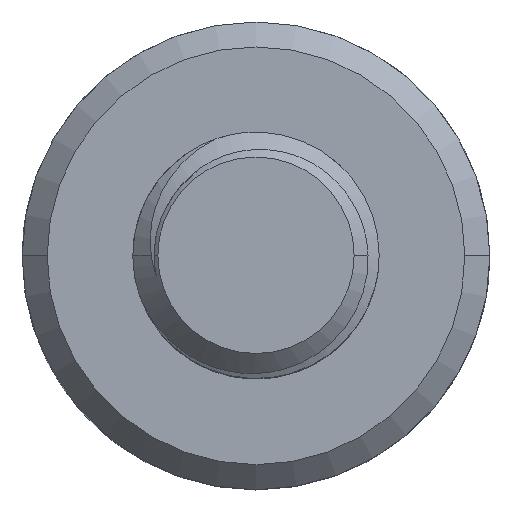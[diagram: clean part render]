
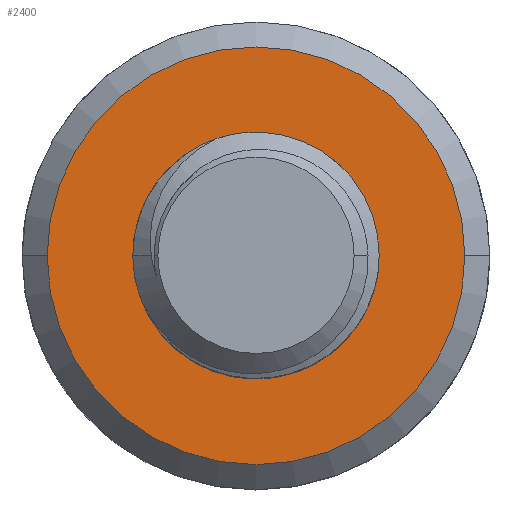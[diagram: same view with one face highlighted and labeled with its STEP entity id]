
A CAD part, top view. The second image highlights one B-rep face of the part: STEP entity #2400.
In plain terms, the highlighted planar face has unit normal (0, 0, 1).
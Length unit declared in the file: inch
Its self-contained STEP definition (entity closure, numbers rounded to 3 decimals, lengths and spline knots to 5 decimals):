
#31 = EDGE_LOOP ( 'NONE', ( #456, #1486 ) ) ;
#48 = CARTESIAN_POINT ( 'NONE',  ( 0.16701, 0., 0.145 ) ) ;
#162 = CIRCLE ( 'NONE', #536, 0.16701 ) ;
#177 = DIRECTION ( 'NONE',  ( 0., 0., 1. ) ) ;
#353 = CIRCLE ( 'NONE', #634, 0.0985 ) ;
#408 = EDGE_LOOP ( 'NONE', ( #1106, #1564 ) ) ;
#456 = ORIENTED_EDGE ( 'NONE', *, *, #880, .T. ) ;
#536 = AXIS2_PLACEMENT_3D ( 'NONE', #1479, #177, #847 ) ;
#538 = DIRECTION ( 'NONE',  ( 1., 0., 0. ) ) ;
#565 = FACE_OUTER_BOUND ( 'NONE', #408, .T. ) ;
#584 = DIRECTION ( 'NONE',  ( 1., 0., 0. ) ) ;
#634 = AXIS2_PLACEMENT_3D ( 'NONE', #1696, #2584, #584 ) ;
#754 = EDGE_CURVE ( 'NONE', #2724, #2707, #1092, .T. ) ;
#847 = DIRECTION ( 'NONE',  ( 1., 0., 0. ) ) ;
#880 = EDGE_CURVE ( 'NONE', #2707, #2724, #353, .T. ) ;
#980 = CARTESIAN_POINT ( 'NONE',  ( 0., 0., 0.145 ) ) ;
#1067 = CARTESIAN_POINT ( 'NONE',  ( 0.0985, 0., 0.145 ) ) ;
#1092 = CIRCLE ( 'NONE', #1989, 0.0985 ) ;
#1106 = ORIENTED_EDGE ( 'NONE', *, *, #1234, .T. ) ;
#1234 = EDGE_CURVE ( 'NONE', #1262, #2254, #162, .T. ) ;
#1262 = VERTEX_POINT ( 'NONE', #1711 ) ;
#1479 = CARTESIAN_POINT ( 'NONE',  ( 0., 0., 0.145 ) ) ;
#1486 = ORIENTED_EDGE ( 'NONE', *, *, #754, .T. ) ;
#1564 = ORIENTED_EDGE ( 'NONE', *, *, #1659, .T. ) ;
#1583 = DIRECTION ( 'NONE',  ( 0., 0., -1. ) ) ;
#1659 = EDGE_CURVE ( 'NONE', #2254, #1262, #2742, .T. ) ;
#1663 = DIRECTION ( 'NONE',  ( 1., 0., 0. ) ) ;
#1696 = CARTESIAN_POINT ( 'NONE',  ( 0., 0., 0.145 ) ) ;
#1711 = CARTESIAN_POINT ( 'NONE',  ( -0.16701, 0., 0.145 ) ) ;
#1869 = CARTESIAN_POINT ( 'NONE',  ( 0., 0., 0.145 ) ) ;
#1881 = DIRECTION ( 'NONE',  ( 0., 0., 1. ) ) ;
#1923 = PLANE ( 'NONE',  #2694 ) ;
#1989 = AXIS2_PLACEMENT_3D ( 'NONE', #2059, #1583, #2475 ) ;
#2059 = CARTESIAN_POINT ( 'NONE',  ( 0., 0., 0.145 ) ) ;
#2254 = VERTEX_POINT ( 'NONE', #48 ) ;
#2400 = ADVANCED_FACE ( 'NONE', ( #565, #2789 ), #1923, .T. ) ;
#2409 = AXIS2_PLACEMENT_3D ( 'NONE', #1869, #2764, #538 ) ;
#2475 = DIRECTION ( 'NONE',  ( 1., 0., 0. ) ) ;
#2500 = CARTESIAN_POINT ( 'NONE',  ( -0.0985, 0., 0.145 ) ) ;
#2584 = DIRECTION ( 'NONE',  ( 0., 0., -1. ) ) ;
#2694 = AXIS2_PLACEMENT_3D ( 'NONE', #980, #1881, #1663 ) ;
#2707 = VERTEX_POINT ( 'NONE', #1067 ) ;
#2724 = VERTEX_POINT ( 'NONE', #2500 ) ;
#2742 = CIRCLE ( 'NONE', #2409, 0.16701 ) ;
#2764 = DIRECTION ( 'NONE',  ( 0., 0., 1. ) ) ;
#2789 = FACE_BOUND ( 'NONE', #31, .T. ) ;
